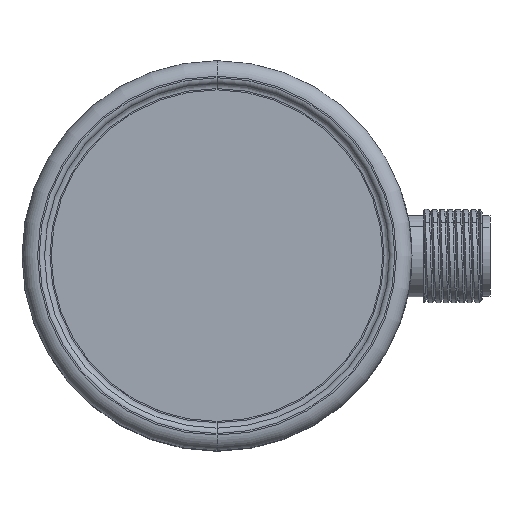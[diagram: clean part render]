
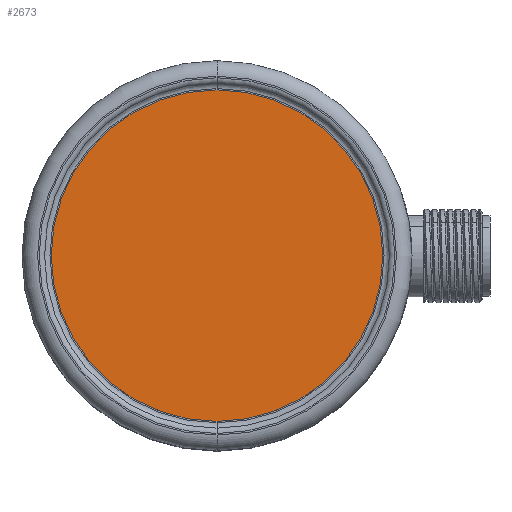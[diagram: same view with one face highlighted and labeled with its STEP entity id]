
A CAD part, top view. The second image highlights one B-rep face of the part: STEP entity #2673.
In plain terms, the highlighted planar face has unit normal (0, 0, 1).
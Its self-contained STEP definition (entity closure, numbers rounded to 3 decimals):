
#719 = AXIS2_PLACEMENT_3D ( 'NONE', #9561, #1270, #5343 ) ;
#1270 = DIRECTION ( 'NONE',  ( 0., 0., 1. ) ) ;
#2673 = ADVANCED_FACE ( 'NONE', ( #7113 ), #9952, .F. ) ;
#2816 = CARTESIAN_POINT ( 'NONE',  ( 8.881, -14.031, 51.1 ) ) ;
#2983 = VERTEX_POINT ( 'NONE', #12609 ) ;
#4395 = AXIS2_PLACEMENT_3D ( 'NONE', #2816, #7557, #11597 ) ;
#5236 = ORIENTED_EDGE ( 'NONE', *, *, #5806, .T. ) ;
#5343 = DIRECTION ( 'NONE',  ( 0., 1., 0. ) ) ;
#5806 = EDGE_CURVE ( 'NONE', #10053, #2983, #12830, .T. ) ;
#6357 = ORIENTED_EDGE ( 'NONE', *, *, #9938, .T. ) ;
#7113 = FACE_OUTER_BOUND ( 'NONE', #12876, .T. ) ;
#7557 = DIRECTION ( 'NONE',  ( 0., 0., 1. ) ) ;
#8168 = DIRECTION ( 'NONE',  ( 0., 1., 0. ) ) ;
#8208 = AXIS2_PLACEMENT_3D ( 'NONE', #9089, #8961, #8168 ) ;
#8961 = DIRECTION ( 'NONE',  ( 0., 0., -1. ) ) ;
#9089 = CARTESIAN_POINT ( 'NONE',  ( 8.881, -14.031, 51.1 ) ) ;
#9561 = CARTESIAN_POINT ( 'NONE',  ( 8.881, -14.031, 51.1 ) ) ;
#9938 = EDGE_CURVE ( 'NONE', #2983, #10053, #9977, .T. ) ;
#9952 = PLANE ( 'NONE',  #8208 ) ;
#9977 = CIRCLE ( 'NONE', #719, 21.25 ) ;
#10053 = VERTEX_POINT ( 'NONE', #12458 ) ;
#11597 = DIRECTION ( 'NONE',  ( 0., 1., 0. ) ) ;
#12458 = CARTESIAN_POINT ( 'NONE',  ( 8.881, -35.281, 51.1 ) ) ;
#12609 = CARTESIAN_POINT ( 'NONE',  ( 8.881, 7.219, 51.1 ) ) ;
#12830 = CIRCLE ( 'NONE', #4395, 21.25 ) ;
#12876 = EDGE_LOOP ( 'NONE', ( #5236, #6357 ) ) ;
